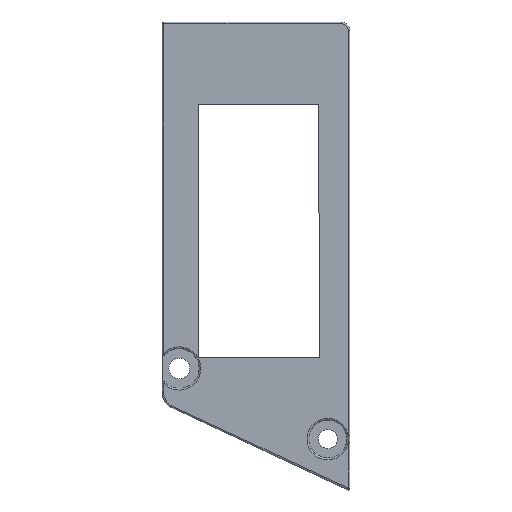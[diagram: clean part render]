
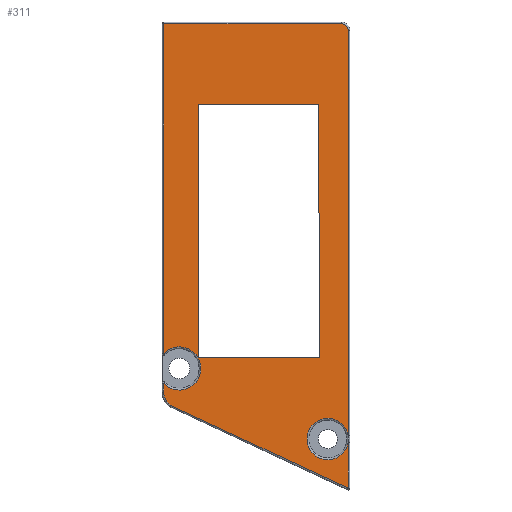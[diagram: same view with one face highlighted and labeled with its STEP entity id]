
A CAD part, top view. The second image highlights one B-rep face of the part: STEP entity #311.
In plain terms, the highlighted planar face has unit normal (0, 0, 1).
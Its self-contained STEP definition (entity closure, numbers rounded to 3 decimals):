
#177=CARTESIAN_POINT('',(-6.,228.,17.6));
#178=DIRECTION('',(0.,0.,1.));
#179=DIRECTION('',(1.,0.,0.));
#180=AXIS2_PLACEMENT_3D('',#177,#178,#179);
#181=PLANE('',#180);
#182=CARTESIAN_POINT('',(115.707,105.437,17.6));
#183=VERTEX_POINT('',#182);
#184=CARTESIAN_POINT('',(120.002,103.697,17.6));
#185=VERTEX_POINT('',#184);
#186=CARTESIAN_POINT('',(117.502,103.697,17.6));
#187=DIRECTION('',(-0.,-0.,-1.));
#188=DIRECTION('',(1.,0.,-0.));
#189=AXIS2_PLACEMENT_3D('',#186,#187,#188);
#190=CIRCLE('',#189,2.5);
#191=EDGE_CURVE('',#183,#185,#190,.T.);
#192=ORIENTED_EDGE('',*,*,#191,.T.);
#193=CARTESIAN_POINT('',(115.707,101.957,17.6));
#194=VERTEX_POINT('',#193);
#195=CARTESIAN_POINT('',(117.502,103.697,17.6));
#196=DIRECTION('',(-0.,-0.,-1.));
#197=DIRECTION('',(1.,0.,-0.));
#198=AXIS2_PLACEMENT_3D('',#195,#196,#197);
#199=CIRCLE('',#198,2.5);
#200=EDGE_CURVE('',#185,#194,#199,.T.);
#201=ORIENTED_EDGE('',*,*,#200,.T.);
#202=CARTESIAN_POINT('',(115.707,100.952,17.6));
#203=VERTEX_POINT('',#202);
#204=CARTESIAN_POINT('',(115.707,101.957,17.6));
#205=DIRECTION('',(-0.,-1.,0.));
#206=VECTOR('',#205,1.005);
#207=LINE('',#204,#206);
#208=EDGE_CURVE('',#194,#203,#207,.T.);
#209=ORIENTED_EDGE('',*,*,#208,.T.);
#210=CARTESIAN_POINT('',(116.746,99.321,17.6));
#211=VERTEX_POINT('',#210);
#212=CARTESIAN_POINT('',(117.507,100.952,17.6));
#213=DIRECTION('',(0.,0.,1.));
#214=DIRECTION('',(1.,0.,-0.));
#215=AXIS2_PLACEMENT_3D('',#212,#213,#214);
#216=CIRCLE('',#215,1.8);
#217=EDGE_CURVE('',#203,#211,#216,.T.);
#218=ORIENTED_EDGE('',*,*,#217,.T.);
#219=CARTESIAN_POINT('',(137.038,89.847,17.6));
#220=VERTEX_POINT('',#219);
#221=CARTESIAN_POINT('',(116.746,99.321,17.6));
#222=DIRECTION('',(0.906,-0.423,0.));
#223=VECTOR('',#222,22.395);
#224=LINE('',#221,#223);
#225=EDGE_CURVE('',#211,#220,#224,.T.);
#226=ORIENTED_EDGE('',*,*,#225,.T.);
#227=CARTESIAN_POINT('',(137.038,95.133,17.6));
#228=VERTEX_POINT('',#227);
#229=CARTESIAN_POINT('',(137.038,89.847,17.6));
#230=DIRECTION('',(0.,1.,0.));
#231=VECTOR('',#230,5.286);
#232=LINE('',#229,#231);
#233=EDGE_CURVE('',#220,#228,#232,.T.);
#234=ORIENTED_EDGE('',*,*,#233,.T.);
#235=CARTESIAN_POINT('',(137.038,95.941,17.6));
#236=VERTEX_POINT('',#235);
#237=CARTESIAN_POINT('',(134.672,95.537,17.6));
#238=DIRECTION('',(-0.,-0.,-1.));
#239=DIRECTION('',(1.,0.,-0.));
#240=AXIS2_PLACEMENT_3D('',#237,#238,#239);
#241=CIRCLE('',#240,2.4);
#242=EDGE_CURVE('',#228,#236,#241,.T.);
#243=ORIENTED_EDGE('',*,*,#242,.T.);
#244=CARTESIAN_POINT('',(137.038,142.771,17.6));
#245=VERTEX_POINT('',#244);
#246=CARTESIAN_POINT('',(137.038,95.941,17.6));
#247=DIRECTION('',(0.,1.,0.));
#248=VECTOR('',#247,46.829);
#249=LINE('',#246,#248);
#250=EDGE_CURVE('',#236,#245,#249,.T.);
#251=ORIENTED_EDGE('',*,*,#250,.T.);
#252=CARTESIAN_POINT('',(136.251,143.557,17.6));
#253=VERTEX_POINT('',#252);
#254=CARTESIAN_POINT('',(136.251,142.771,17.6));
#255=DIRECTION('',(0.,0.,1.));
#256=DIRECTION('',(1.,0.,-0.));
#257=AXIS2_PLACEMENT_3D('',#254,#255,#256);
#258=CIRCLE('',#257,0.787);
#259=EDGE_CURVE('',#245,#253,#258,.T.);
#260=ORIENTED_EDGE('',*,*,#259,.T.);
#261=CARTESIAN_POINT('',(115.707,143.547,17.6));
#262=VERTEX_POINT('',#261);
#263=CARTESIAN_POINT('',(136.251,143.557,17.6));
#264=DIRECTION('',(-1.,-0.001,0.));
#265=VECTOR('',#264,20.544);
#266=LINE('',#263,#265);
#267=EDGE_CURVE('',#253,#262,#266,.T.);
#268=ORIENTED_EDGE('',*,*,#267,.T.);
#269=CARTESIAN_POINT('',(115.707,143.547,17.6));
#270=DIRECTION('',(-0.,-1.,0.));
#271=VECTOR('',#270,38.11);
#272=LINE('',#269,#271);
#273=EDGE_CURVE('',#262,#183,#272,.T.);
#274=ORIENTED_EDGE('',*,*,#273,.T.);
#275=EDGE_LOOP('',(#192,#201,#209,#218,#226,#234,#243,#251,#260,#268,#274));
#276=FACE_BOUND('',#275,.T.);
#277=CARTESIAN_POINT('',(133.732,104.937,17.6));
#278=VERTEX_POINT('',#277);
#279=CARTESIAN_POINT('',(133.6,134.2,17.6));
#280=VERTEX_POINT('',#279);
#281=CARTESIAN_POINT('',(133.732,104.937,17.6));
#282=DIRECTION('',(-0.005,1.,0.));
#283=VECTOR('',#282,29.263);
#284=LINE('',#281,#283);
#285=EDGE_CURVE('',#278,#280,#284,.T.);
#286=ORIENTED_EDGE('',*,*,#285,.F.);
#287=CARTESIAN_POINT('',(119.73,104.937,17.6));
#288=VERTEX_POINT('',#287);
#289=CARTESIAN_POINT('',(119.73,104.937,17.6));
#290=DIRECTION('',(1.,0.,-0.));
#291=VECTOR('',#290,14.002);
#292=LINE('',#289,#291);
#293=EDGE_CURVE('',#288,#278,#292,.T.);
#294=ORIENTED_EDGE('',*,*,#293,.F.);
#295=CARTESIAN_POINT('',(119.7,134.2,17.6));
#296=VERTEX_POINT('',#295);
#297=CARTESIAN_POINT('',(119.7,134.2,17.6));
#298=DIRECTION('',(0.001,-1.,0.));
#299=VECTOR('',#298,29.263);
#300=LINE('',#297,#299);
#301=EDGE_CURVE('',#296,#288,#300,.T.);
#302=ORIENTED_EDGE('',*,*,#301,.F.);
#303=CARTESIAN_POINT('',(133.6,134.2,17.6));
#304=DIRECTION('',(-1.,0.,0.));
#305=VECTOR('',#304,13.9);
#306=LINE('',#303,#305);
#307=EDGE_CURVE('',#280,#296,#306,.T.);
#308=ORIENTED_EDGE('',*,*,#307,.F.);
#309=EDGE_LOOP('',(#286,#294,#302,#308));
#310=FACE_BOUND('',#309,.T.);
#311=ADVANCED_FACE('',(#276,#310),#181,.T.);
